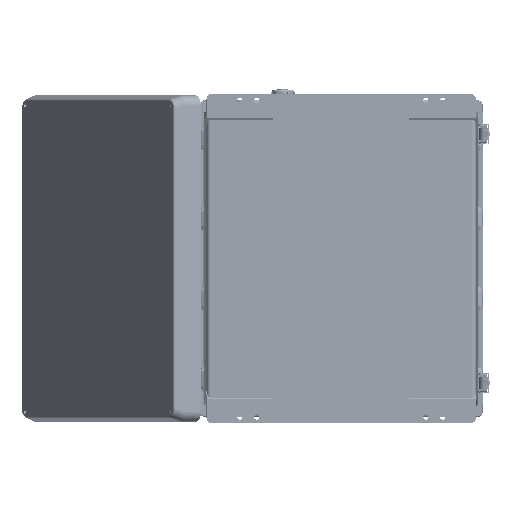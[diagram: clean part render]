
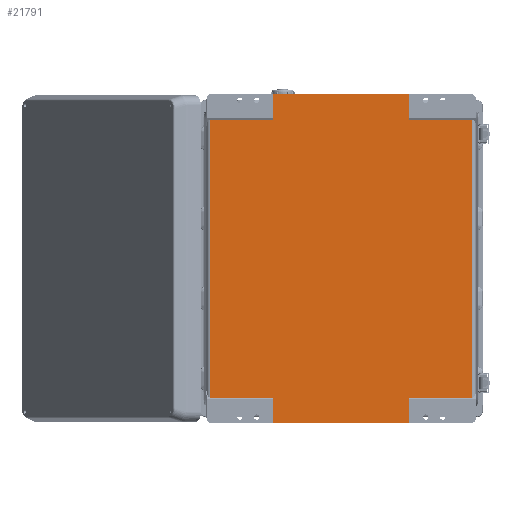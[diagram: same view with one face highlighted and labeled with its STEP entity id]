
A CAD part, front view. The second image highlights one B-rep face of the part: STEP entity #21791.
In plain terms, the highlighted planar face has unit normal (0, -1, 0).
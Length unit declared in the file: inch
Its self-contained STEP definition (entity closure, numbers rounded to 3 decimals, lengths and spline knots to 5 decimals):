
#2182 = DIRECTION ( 'NONE',  ( 0., 0., 1. ) ) ;
#3475 = VECTOR ( 'NONE', #64020, 39.37008 ) ;
#3599 = CARTESIAN_POINT ( 'NONE',  ( 8.11811, 0.05906, -19.48819 ) ) ;
#3617 = EDGE_CURVE ( 'NONE', #85360, #93107, #25361, .T. ) ;
#4513 = VECTOR ( 'NONE', #55024, 39.37008 ) ;
#6653 = ORIENTED_EDGE ( 'NONE', *, *, #62353, .F. ) ;
#7530 = EDGE_CURVE ( 'NONE', #70540, #116695, #13598, .T. ) ;
#8017 = EDGE_CURVE ( 'NONE', #128351, #78758, #33076, .T. ) ;
#9782 = CARTESIAN_POINT ( 'NONE',  ( -7.73754, 0.05906, -1.51961 ) ) ;
#13598 = LINE ( 'NONE', #76767, #4513 ) ;
#13604 = VECTOR ( 'NONE', #102892, 39.37008 ) ;
#14630 = VERTEX_POINT ( 'NONE', #97011 ) ;
#17041 = CARTESIAN_POINT ( 'NONE',  ( -8.11811, 0.05906, -17.96858 ) ) ;
#18194 = VECTOR ( 'NONE', #92606, 39.37008 ) ;
#19902 = VERTEX_POINT ( 'NONE', #46794 ) ;
#21195 = CARTESIAN_POINT ( 'NONE',  ( 4.03163, 0.05906, 0. ) ) ;
#21791 = ADVANCED_FACE ( 'NONE', ( #74644 ), #30431, .F. ) ;
#24072 = ORIENTED_EDGE ( 'NONE', *, *, #61782, .T. ) ;
#24211 = CARTESIAN_POINT ( 'NONE',  ( 8.11811, 0.05906, 0. ) ) ;
#25361 = LINE ( 'NONE', #3599, #47332 ) ;
#26646 = CARTESIAN_POINT ( 'NONE',  ( -4.03163, 0.05906, -20.34606 ) ) ;
#27575 = DIRECTION ( 'NONE',  ( 1., 0., 0. ) ) ;
#29979 = LINE ( 'NONE', #136743, #121615 ) ;
#30431 = PLANE ( 'NONE',  #110870 ) ;
#31017 = CARTESIAN_POINT ( 'NONE',  ( 7.73754, 0.05906, -1.51961 ) ) ;
#32292 = EDGE_CURVE ( 'NONE', #78758, #70540, #117420, .T. ) ;
#33076 = LINE ( 'NONE', #110988, #69244 ) ;
#34674 = VECTOR ( 'NONE', #82366, 39.37008 ) ;
#35511 = EDGE_CURVE ( 'NONE', #83292, #85360, #122620, .T. ) ;
#39528 = LINE ( 'NONE', #73198, #34674 ) ;
#39982 = LINE ( 'NONE', #9782, #121731 ) ;
#45726 = DIRECTION ( 'NONE',  ( -1., 0., 0. ) ) ;
#46728 = CARTESIAN_POINT ( 'NONE',  ( -8.11811, 0.05906, -1.51961 ) ) ;
#46794 = CARTESIAN_POINT ( 'NONE',  ( -7.73754, 0.05906, -17.96858 ) ) ;
#47332 = VECTOR ( 'NONE', #45726, 39.37008 ) ;
#47836 = ORIENTED_EDGE ( 'NONE', *, *, #70250, .T. ) ;
#48439 = CARTESIAN_POINT ( 'NONE',  ( -4.03163, 0.05906, 0. ) ) ;
#51482 = EDGE_LOOP ( 'NONE', ( #65311, #24072, #47836, #136396, #65148, #115795, #64039, #78174, #67073, #116645, #124703, #6653 ) ) ;
#54187 = CARTESIAN_POINT ( 'NONE',  ( 8.11811, 0.05906, -1.51961 ) ) ;
#55024 = DIRECTION ( 'NONE',  ( 0., 0., 1. ) ) ;
#60134 = CARTESIAN_POINT ( 'NONE',  ( 4.03163, 0.05906, -1.51961 ) ) ;
#61782 = EDGE_CURVE ( 'NONE', #19902, #14630, #61904, .T. ) ;
#61904 = LINE ( 'NONE', #17041, #119519 ) ;
#62353 = EDGE_CURVE ( 'NONE', #91731, #71532, #89583, .T. ) ;
#63686 = EDGE_CURVE ( 'NONE', #71532, #67205, #39528, .T. ) ;
#64020 = DIRECTION ( 'NONE',  ( -1., 0., 0. ) ) ;
#64039 = ORIENTED_EDGE ( 'NONE', *, *, #8017, .T. ) ;
#65148 = ORIENTED_EDGE ( 'NONE', *, *, #35511, .F. ) ;
#65311 = ORIENTED_EDGE ( 'NONE', *, *, #107228, .F. ) ;
#67073 = ORIENTED_EDGE ( 'NONE', *, *, #7530, .T. ) ;
#67205 = VERTEX_POINT ( 'NONE', #48439 ) ;
#69244 = VECTOR ( 'NONE', #2182, 39.37008 ) ;
#70250 = EDGE_CURVE ( 'NONE', #14630, #93107, #89856, .T. ) ;
#70540 = VERTEX_POINT ( 'NONE', #60134 ) ;
#71532 = VERTEX_POINT ( 'NONE', #115768 ) ;
#73198 = CARTESIAN_POINT ( 'NONE',  ( -4.03163, 0.05906, 0.85787 ) ) ;
#74644 = FACE_OUTER_BOUND ( 'NONE', #51482, .T. ) ;
#76767 = CARTESIAN_POINT ( 'NONE',  ( 4.03163, 0.05906, 0.85787 ) ) ;
#78174 = ORIENTED_EDGE ( 'NONE', *, *, #32292, .T. ) ;
#78758 = VERTEX_POINT ( 'NONE', #31017 ) ;
#82366 = DIRECTION ( 'NONE',  ( 0., 0., 1. ) ) ;
#83292 = VERTEX_POINT ( 'NONE', #127123 ) ;
#84449 = CARTESIAN_POINT ( 'NONE',  ( -4.03163, 0.05906, -19.48819 ) ) ;
#85360 = VERTEX_POINT ( 'NONE', #121734 ) ;
#89583 = LINE ( 'NONE', #46728, #97255 ) ;
#89856 = LINE ( 'NONE', #26646, #18194 ) ;
#91731 = VERTEX_POINT ( 'NONE', #130072 ) ;
#92606 = DIRECTION ( 'NONE',  ( 0., 0., -1. ) ) ;
#93107 = VERTEX_POINT ( 'NONE', #84449 ) ;
#96603 = LINE ( 'NONE', #24211, #97480 ) ;
#97011 = CARTESIAN_POINT ( 'NONE',  ( -4.03163, 0.05906, -17.96858 ) ) ;
#97117 = CARTESIAN_POINT ( 'NONE',  ( 8.11811, 0.05906, -1.51961 ) ) ;
#97255 = VECTOR ( 'NONE', #110655, 39.37008 ) ;
#97480 = VECTOR ( 'NONE', #118358, 39.37008 ) ;
#102892 = DIRECTION ( 'NONE',  ( 0., 0., -1. ) ) ;
#106691 = EDGE_CURVE ( 'NONE', #128351, #83292, #29979, .T. ) ;
#107228 = EDGE_CURVE ( 'NONE', #19902, #91731, #39982, .T. ) ;
#110655 = DIRECTION ( 'NONE',  ( 1., 0., 0. ) ) ;
#110870 = AXIS2_PLACEMENT_3D ( 'NONE', #97117, #117507, #118184 ) ;
#110988 = CARTESIAN_POINT ( 'NONE',  ( 7.73754, 0.05906, -1.51961 ) ) ;
#115768 = CARTESIAN_POINT ( 'NONE',  ( -4.03163, 0.05906, -1.51961 ) ) ;
#115795 = ORIENTED_EDGE ( 'NONE', *, *, #106691, .F. ) ;
#116645 = ORIENTED_EDGE ( 'NONE', *, *, #122564, .T. ) ;
#116695 = VERTEX_POINT ( 'NONE', #21195 ) ;
#117420 = LINE ( 'NONE', #54187, #3475 ) ;
#117507 = DIRECTION ( 'NONE',  ( 0., 1., 0. ) ) ;
#118184 = DIRECTION ( 'NONE',  ( 0., 0., 1. ) ) ;
#118358 = DIRECTION ( 'NONE',  ( -1., 0., 0. ) ) ;
#119519 = VECTOR ( 'NONE', #27575, 39.37008 ) ;
#121615 = VECTOR ( 'NONE', #135362, 39.37008 ) ;
#121731 = VECTOR ( 'NONE', #125674, 39.37008 ) ;
#121734 = CARTESIAN_POINT ( 'NONE',  ( 4.03163, 0.05906, -19.48819 ) ) ;
#122564 = EDGE_CURVE ( 'NONE', #116695, #67205, #96603, .T. ) ;
#122620 = LINE ( 'NONE', #123320, #13604 ) ;
#123320 = CARTESIAN_POINT ( 'NONE',  ( 4.03163, 0.05906, -20.34606 ) ) ;
#124703 = ORIENTED_EDGE ( 'NONE', *, *, #63686, .F. ) ;
#125674 = DIRECTION ( 'NONE',  ( 0., 0., 1. ) ) ;
#127123 = CARTESIAN_POINT ( 'NONE',  ( 4.03163, 0.05906, -17.96858 ) ) ;
#128351 = VERTEX_POINT ( 'NONE', #135947 ) ;
#130072 = CARTESIAN_POINT ( 'NONE',  ( -7.73754, 0.05906, -1.51961 ) ) ;
#135362 = DIRECTION ( 'NONE',  ( -1., 0., 0. ) ) ;
#135947 = CARTESIAN_POINT ( 'NONE',  ( 7.73754, 0.05906, -17.96858 ) ) ;
#136396 = ORIENTED_EDGE ( 'NONE', *, *, #3617, .F. ) ;
#136743 = CARTESIAN_POINT ( 'NONE',  ( 8.11811, 0.05906, -17.96858 ) ) ;
